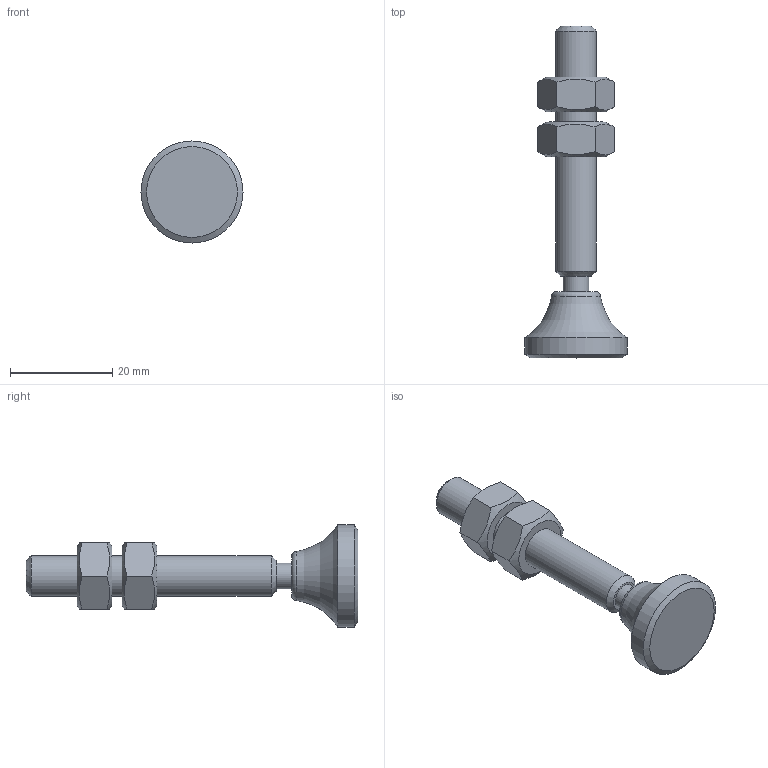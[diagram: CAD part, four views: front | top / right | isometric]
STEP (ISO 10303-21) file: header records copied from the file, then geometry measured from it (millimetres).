
FILE_DESCRIPTION(/* description */ (''),/* implementation_level */ '2;1');
FILE_NAME(/* name */ 'SM865.stp',/* time_stamp */ '2021-10-27T12:50:02+01:00',/* author */ ('Sandfield Engineering'),/* organization */ ('Sandfield Engineering'),/* preprocessor_version */ 'ST-DEVELOPER v18.1',/* originating_system */ 'Autodesk Inventor 2021',/* authorisation */ '');
FILE_SCHEMA (('AUTOMOTIVE_DESIGN { 1 0 10303 214 3 1 1 }'));
Length unit declared in the file: millimetre
Products named in the file (3): SM865 NEW; SM865 NEW_1; ISO 4032 - M8
Assembly tree (3 placements, depth 2):
  SM865 NEW
    SM865 NEW_1
    ISO 4032 - M8  x2
Bounding box: 20 x 65 x 20 mm (x, y, z)
Volume: 6381.8 mm3; surface area: 3589.5 mm2
Topology: 3 solids, 3 shells, 38 faces, 93 edges, 63 vertices
Faces by surface type: plane 20, cone 11, cylinder 5, torus 2
Full cylindrical faces by diameter (mm): 5 x1, 6.647 x2, 8 x1, 20 x1
Entity records: 893 total; most frequent: CARTESIAN_POINT 159, DIRECTION 145, ORIENTED_EDGE 122, AXIS2_PLACEMENT_3D 64, EDGE_CURVE 61, VERTEX_POINT 42, CIRCLE 32, EDGE_LOOP 29
